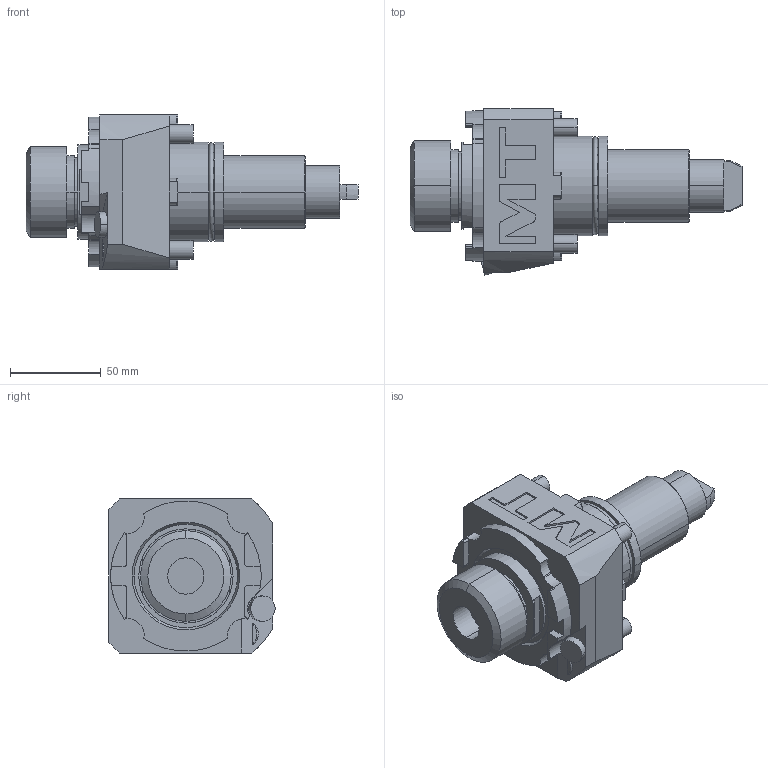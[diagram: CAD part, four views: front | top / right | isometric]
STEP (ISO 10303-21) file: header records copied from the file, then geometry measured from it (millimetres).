
FILE_DESCRIPTION((''),'2;1');
FILE_NAME('DWO3490232_CONF','2023-03-22T17:14:42',('smalpassi'),('M.T. srl'),'CREO PARAMETRIC BY PTC INC, 2021072','CREO PARAMETRIC BY PTC INC, 2021072','');
FILE_SCHEMA(('CONFIG_CONTROL_DESIGN'));
Length unit declared in the file: millimetre
Products named in the file (1): DWO3490232_CONF
Bounding box: 183.16 x 91.76 x 85 mm (x, y, z)
Volume: 520561.5 mm3; surface area: 57746.5 mm2
Topology: 1 solids, 1 shells, 223 faces, 571 edges, 378 vertices
Faces by surface type: plane 122, cylinder 76, cone 16, torus 5, extrusion 4
Entity records: 6969 total; most frequent: CARTESIAN_POINT 1364, DIRECTION 1183, ORIENTED_EDGE 1142, EDGE_CURVE 571, AXIS2_PLACEMENT_3D 421, VERTEX_POINT 378, VECTOR 341, LINE 337
